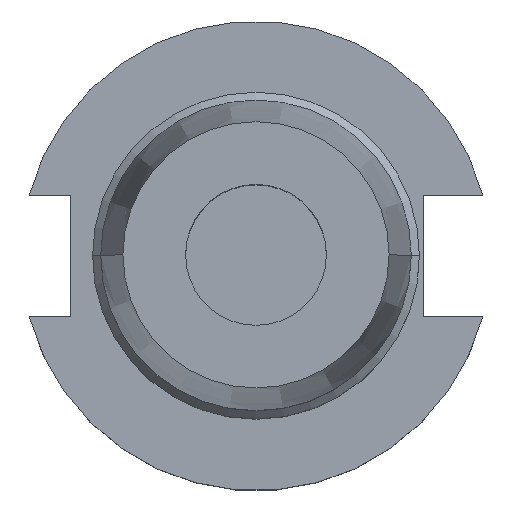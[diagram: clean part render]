
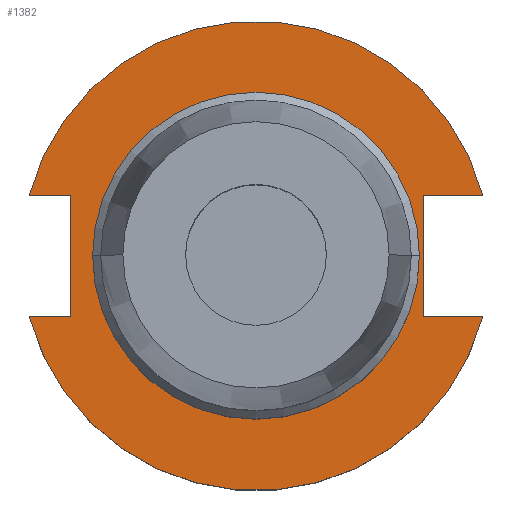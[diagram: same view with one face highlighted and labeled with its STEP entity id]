
A CAD part, top view. The second image highlights one B-rep face of the part: STEP entity #1382.
In plain terms, the highlighted planar face has unit normal (0, 0, 1).
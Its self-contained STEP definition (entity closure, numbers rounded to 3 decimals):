
#29 = VECTOR ( 'NONE', #1506, 1000. ) ;
#44 = DIRECTION ( 'NONE',  ( 1., 0., 0. ) ) ;
#48 = VECTOR ( 'NONE', #935, 1000. ) ;
#97 = ORIENTED_EDGE ( 'NONE', *, *, #1622, .F. ) ;
#150 = DIRECTION ( 'NONE',  ( -1., 0., 0. ) ) ;
#167 = VERTEX_POINT ( 'NONE', #570 ) ;
#183 = VECTOR ( 'NONE', #775, 1000. ) ;
#190 = CARTESIAN_POINT ( 'NONE',  ( 0., 0., 19.05 ) ) ;
#227 = VECTOR ( 'NONE', #44, 1000. ) ;
#246 = CIRCLE ( 'NONE', #1321, 22.1 ) ;
#267 = ORIENTED_EDGE ( 'NONE', *, *, #1486, .F. ) ;
#270 = EDGE_CURVE ( 'NONE', #167, #528, #728, .T. ) ;
#280 = CARTESIAN_POINT ( 'NONE',  ( 0., 0., 19.05 ) ) ;
#316 = DIRECTION ( 'NONE',  ( 1., 0., 0. ) ) ;
#329 = CARTESIAN_POINT ( 'NONE',  ( 30.675, -8.191, 19.05 ) ) ;
#356 = EDGE_LOOP ( 'NONE', ( #1069, #97, #888, #1412, #843, #267, #1525, #378 ) ) ;
#361 = VERTEX_POINT ( 'NONE', #1603 ) ;
#378 = ORIENTED_EDGE ( 'NONE', *, *, #1133, .T. ) ;
#385 = EDGE_LOOP ( 'NONE', ( #1146, #1266 ) ) ;
#412 = DIRECTION ( 'NONE',  ( 1., 0., 0. ) ) ;
#420 = CARTESIAN_POINT ( 'NONE',  ( 0., 8.191, 19.05 ) ) ;
#438 = DIRECTION ( 'NONE',  ( 1., 0., 0. ) ) ;
#450 = AXIS2_PLACEMENT_3D ( 'NONE', #1422, #664, #1545 ) ;
#463 = LINE ( 'NONE', #1510, #1092 ) ;
#473 = EDGE_CURVE ( 'NONE', #1424, #781, #862, .T. ) ;
#495 = CARTESIAN_POINT ( 'NONE',  ( -25.091, 8.191, 19.05 ) ) ;
#496 = CIRCLE ( 'NONE', #450, 31.75 ) ;
#515 = CIRCLE ( 'NONE', #1107, 22.1 ) ;
#527 = AXIS2_PLACEMENT_3D ( 'NONE', #649, #905, #150 ) ;
#528 = VERTEX_POINT ( 'NONE', #865 ) ;
#558 = DIRECTION ( 'NONE',  ( 1., 0., 0. ) ) ;
#570 = CARTESIAN_POINT ( 'NONE',  ( 30.675, 8.191, 19.05 ) ) ;
#626 = CARTESIAN_POINT ( 'NONE',  ( 22.1, 0., 19.05 ) ) ;
#627 = CARTESIAN_POINT ( 'NONE',  ( -25.091, -8.191, 19.05 ) ) ;
#647 = CARTESIAN_POINT ( 'NONE',  ( 0., -8.191, 19.05 ) ) ;
#649 = CARTESIAN_POINT ( 'NONE',  ( 0., 22.1, 19.05 ) ) ;
#664 = DIRECTION ( 'NONE',  ( 0., 0., 1. ) ) ;
#676 = EDGE_CURVE ( 'NONE', #1174, #1267, #246, .T. ) ;
#688 = CARTESIAN_POINT ( 'NONE',  ( -30.675, -8.191, 19.05 ) ) ;
#711 = VERTEX_POINT ( 'NONE', #1160 ) ;
#725 = LINE ( 'NONE', #420, #48 ) ;
#728 = CIRCLE ( 'NONE', #1420, 31.75 ) ;
#775 = DIRECTION ( 'NONE',  ( 1., 0., 0. ) ) ;
#781 = VERTEX_POINT ( 'NONE', #329 ) ;
#799 = CARTESIAN_POINT ( 'NONE',  ( -61.091, -8.191, 19.05 ) ) ;
#812 = DIRECTION ( 'NONE',  ( 0., 0., 1. ) ) ;
#843 = ORIENTED_EDGE ( 'NONE', *, *, #986, .T. ) ;
#858 = LINE ( 'NONE', #799, #227 ) ;
#860 = VECTOR ( 'NONE', #316, 1000. ) ;
#862 = LINE ( 'NONE', #647, #183 ) ;
#865 = CARTESIAN_POINT ( 'NONE',  ( -30.675, 8.191, 19.05 ) ) ;
#881 = VERTEX_POINT ( 'NONE', #688 ) ;
#888 = ORIENTED_EDGE ( 'NONE', *, *, #1419, .T. ) ;
#905 = DIRECTION ( 'NONE',  ( 0., 0., -1. ) ) ;
#935 = DIRECTION ( 'NONE',  ( -1., 0., 0. ) ) ;
#952 = FACE_OUTER_BOUND ( 'NONE', #356, .T. ) ;
#984 = VERTEX_POINT ( 'NONE', #627 ) ;
#986 = EDGE_CURVE ( 'NONE', #1424, #361, #463, .T. ) ;
#1021 = PLANE ( 'NONE',  #527 ) ;
#1069 = ORIENTED_EDGE ( 'NONE', *, *, #1263, .T. ) ;
#1092 = VECTOR ( 'NONE', #1587, 1000. ) ;
#1107 = AXIS2_PLACEMENT_3D ( 'NONE', #190, #1316, #558 ) ;
#1133 = EDGE_CURVE ( 'NONE', #528, #711, #1230, .T. ) ;
#1146 = ORIENTED_EDGE ( 'NONE', *, *, #1150, .F. ) ;
#1150 = EDGE_CURVE ( 'NONE', #1267, #1174, #515, .T. ) ;
#1160 = CARTESIAN_POINT ( 'NONE',  ( -25.091, 8.191, 19.05 ) ) ;
#1174 = VERTEX_POINT ( 'NONE', #1218 ) ;
#1218 = CARTESIAN_POINT ( 'NONE',  ( -22.1, 0., 19.05 ) ) ;
#1230 = LINE ( 'NONE', #1591, #860 ) ;
#1263 = EDGE_CURVE ( 'NONE', #711, #984, #1380, .T. ) ;
#1266 = ORIENTED_EDGE ( 'NONE', *, *, #676, .F. ) ;
#1267 = VERTEX_POINT ( 'NONE', #626 ) ;
#1316 = DIRECTION ( 'NONE',  ( 0., 0., 1. ) ) ;
#1321 = AXIS2_PLACEMENT_3D ( 'NONE', #280, #1543, #412 ) ;
#1352 = CARTESIAN_POINT ( 'NONE',  ( 0., 0., 19.05 ) ) ;
#1380 = LINE ( 'NONE', #495, #29 ) ;
#1382 = ADVANCED_FACE ( 'NONE', ( #1542, #952 ), #1021, .F. ) ;
#1412 = ORIENTED_EDGE ( 'NONE', *, *, #473, .F. ) ;
#1419 = EDGE_CURVE ( 'NONE', #881, #781, #496, .T. ) ;
#1420 = AXIS2_PLACEMENT_3D ( 'NONE', #1352, #812, #438 ) ;
#1422 = CARTESIAN_POINT ( 'NONE',  ( 0., 0., 19.05 ) ) ;
#1424 = VERTEX_POINT ( 'NONE', #1537 ) ;
#1486 = EDGE_CURVE ( 'NONE', #167, #361, #725, .T. ) ;
#1506 = DIRECTION ( 'NONE',  ( 0., -1., 0. ) ) ;
#1510 = CARTESIAN_POINT ( 'NONE',  ( 22.606, 22.1, 19.05 ) ) ;
#1525 = ORIENTED_EDGE ( 'NONE', *, *, #270, .T. ) ;
#1537 = CARTESIAN_POINT ( 'NONE',  ( 22.606, -8.191, 19.05 ) ) ;
#1542 = FACE_BOUND ( 'NONE', #385, .T. ) ;
#1543 = DIRECTION ( 'NONE',  ( 0., 0., 1. ) ) ;
#1545 = DIRECTION ( 'NONE',  ( 1., 0., 0. ) ) ;
#1587 = DIRECTION ( 'NONE',  ( 0., 1., 0. ) ) ;
#1591 = CARTESIAN_POINT ( 'NONE',  ( -61.091, 8.191, 19.05 ) ) ;
#1603 = CARTESIAN_POINT ( 'NONE',  ( 22.606, 8.191, 19.05 ) ) ;
#1622 = EDGE_CURVE ( 'NONE', #881, #984, #858, .T. ) ;
